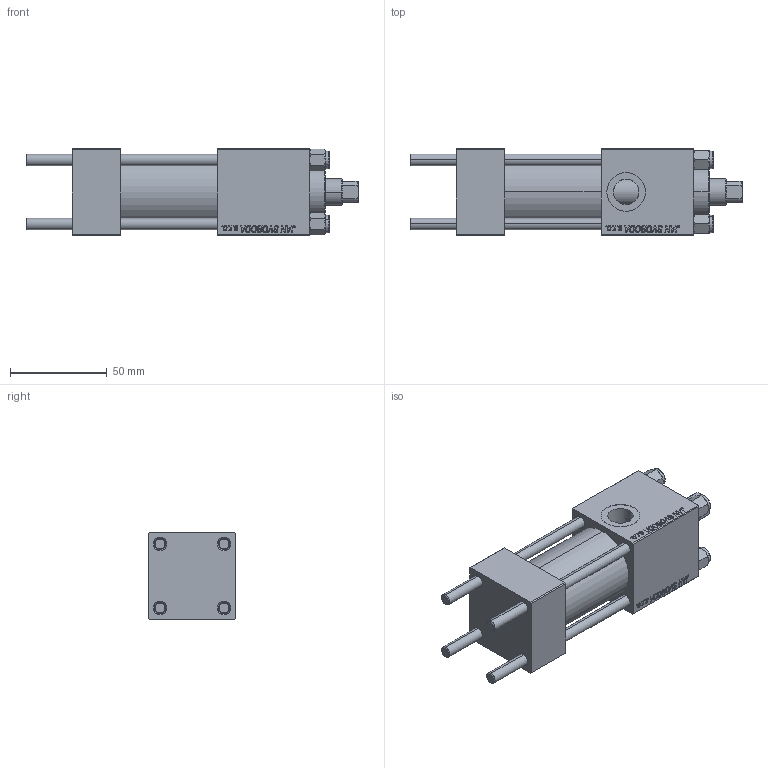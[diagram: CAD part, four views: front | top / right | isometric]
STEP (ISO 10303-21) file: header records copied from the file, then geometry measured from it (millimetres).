
FILE_DESCRIPTION (( 'STEP AP203' ), '1' );
FILE_NAME ('9e8a.STEP', '2023-08-23T03:29:15', ( '' ), ( '' ), 'SwSTEP 2.0', 'SolidWorks 2019', '' );
FILE_SCHEMA (( 'CONFIG_CONTROL_DESIGN' ));
Length unit declared in the file: millimetre
Products named in the file (6): V215CR_VCP ad954baa6eb02dc41f6076986b30b1e9; V215CR_BODY_A ad954baa6eb02dc41f6076986b30b1e9; V215_VC_A ad954baa6eb02dc41f6076986b30b1e9; 9e8a; CR025_012_A_0_G_A_G_M_020_+#_##_TYCINKA ad954baa6eb02dc41f6076986b30b1e9; NUT_M5 ad954baa6eb02dc41f6076986b30b1e9
Assembly tree (11 placements, depth 2):
  9e8a
    V215CR_BODY_A ad954baa6eb02dc41f6076986b30b1e9
    CR025_012_A_0_G_A_G_M_020_+#_##_TYCINKA ad954baa6eb02dc41f6076986b30b1e9  x4
    NUT_M5 ad954baa6eb02dc41f6076986b30b1e9  x4
    V215CR_VCP ad954baa6eb02dc41f6076986b30b1e9
    V215_VC_A ad954baa6eb02dc41f6076986b30b1e9
Bounding box: 172 x 45 x 45 mm (x, y, z)
Volume: 198558.4 mm3; surface area: 72750 mm2
Topology: 11 solids, 11 shells, 1131 faces, 2851 edges, 1849 vertices
Faces by surface type: plane 517, bspline 392, cone 136, cylinder 78, torus 8
Entity records: 49851 total; most frequent: CARTESIAN_POINT 27052, ORIENTED_EDGE 5194, DIRECTION 3223, EDGE_CURVE 2597, VERTEX_POINT 1705, LINE 1583, VECTOR 1583, EDGE_LOOP 1138
